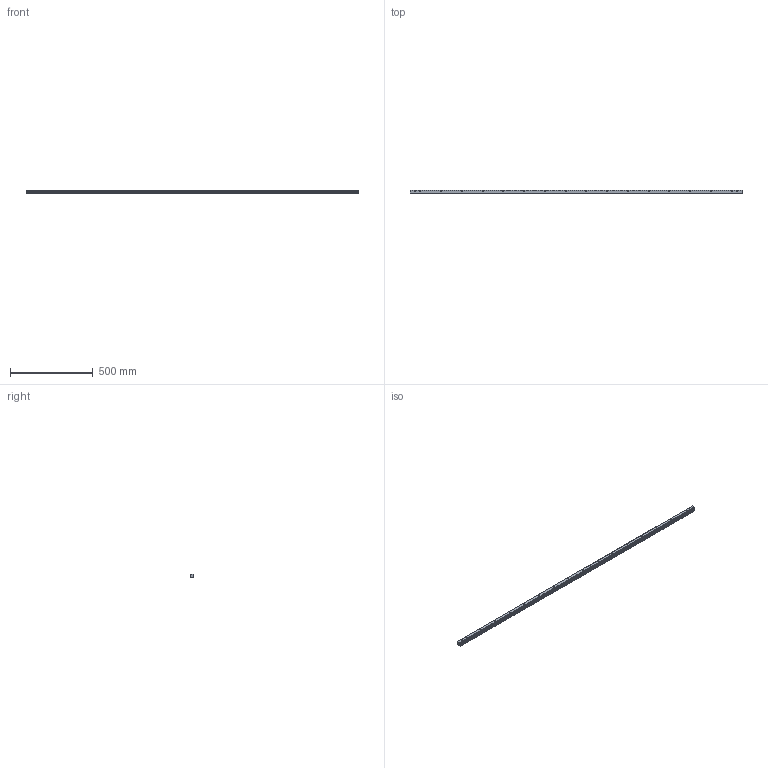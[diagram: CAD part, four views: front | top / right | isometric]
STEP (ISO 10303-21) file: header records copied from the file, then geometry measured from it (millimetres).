
FILE_DESCRIPTION(('HOOPS Exchange Step'),'2;1');
FILE_NAME('export-A78801CB-4A1E-4CAF-B9AB-9B97EC629A13.stp','2023-04-28T16:10:48+02:00',('Gebruiker'),('Alibre'),'HOOPS Exchange 2022.0','Alibre','Unknown authorisation');
FILE_SCHEMA( ('AP242_MANAGED_MODEL_BASED_3D_ENGINEERING_MIM_LF {1 0 10303 442 1 1 4 }') );
Length unit declared in the file: millimetre
Products named in the file (1): 5917 Straight Rack Module 2 Q9 25x24x2010.6mm
Bounding box: 2010.62 x 24 x 24 mm (x, y, z)
Volume: 1029817.3 mm3; surface area: 239504.7 mm2
Topology: 1 solids, 1 shells, 2011 faces, 5979 edges, 3986 vertices
Faces by surface type: plane 1303, cylinder 708
Entity records: 67480 total; most frequent: CARTESIAN_POINT 11978, ORIENTED_EDGE 11958, DIRECTION 11421, EDGE_CURVE 5979, VECTOR 4563, LINE 4563, VERTEX_POINT 3986, AXIS2_PLACEMENT_3D 3429
